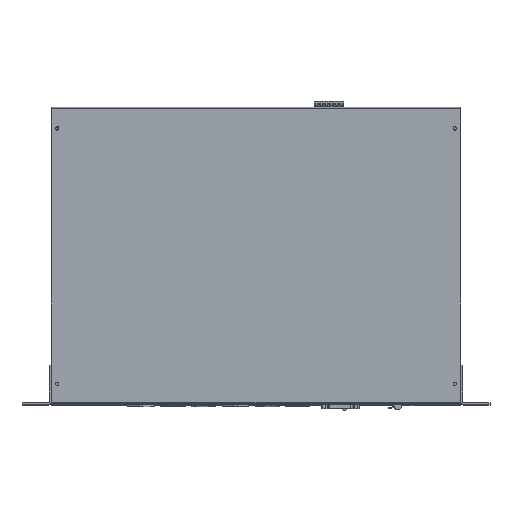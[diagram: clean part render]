
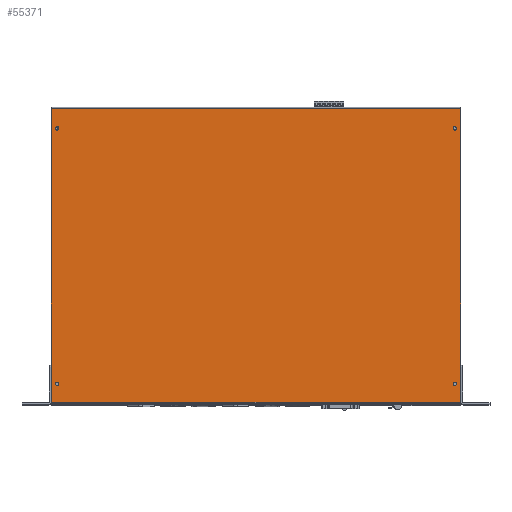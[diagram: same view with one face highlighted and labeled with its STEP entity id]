
A CAD part, top view. The second image highlights one B-rep face of the part: STEP entity #55371.
In plain terms, the highlighted planar face has unit normal (0, 0, 1).
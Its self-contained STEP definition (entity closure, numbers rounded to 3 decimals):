
#1192=FACE_BOUND('',#5478,.T.);
#1193=FACE_BOUND('',#5479,.T.);
#1194=FACE_BOUND('',#5480,.T.);
#1195=FACE_BOUND('',#5481,.T.);
#2433=FACE_OUTER_BOUND('',#5477,.T.);
#5477=EDGE_LOOP('',(#37562,#37563,#37564,#37565,#37566,#37567,#37568,#37569));
#5478=EDGE_LOOP('',(#37570,#37571));
#5479=EDGE_LOOP('',(#37572,#37573));
#5480=EDGE_LOOP('',(#37574,#37575));
#5481=EDGE_LOOP('',(#37576,#37577));
#8939=CIRCLE('',#61065,1.7);
#8940=CIRCLE('',#61066,1.7);
#8943=CIRCLE('',#61070,1.7);
#8944=CIRCLE('',#61071,1.7);
#8947=CIRCLE('',#61075,1.7);
#8948=CIRCLE('',#61076,1.7);
#8951=CIRCLE('',#61080,1.7);
#8952=CIRCLE('',#61081,1.7);
#8953=CIRCLE('',#61084,1.);
#8955=CIRCLE('',#61087,1.);
#10967=LINE('',#83115,#17110);
#10974=LINE('',#83138,#17117);
#10977=LINE('',#83143,#17120);
#10978=LINE('',#83145,#17121);
#10979=LINE('',#83147,#17122);
#10980=LINE('',#83148,#17123);
#17110=VECTOR('',#66806,1.);
#17117=VECTOR('',#66827,1.);
#17120=VECTOR('',#66832,1.);
#17121=VECTOR('',#66833,1.);
#17122=VECTOR('',#66834,1.);
#17123=VECTOR('',#66835,1.);
#23250=VERTEX_POINT('',#83077);
#23251=VERTEX_POINT('',#83079);
#23254=VERTEX_POINT('',#83087);
#23255=VERTEX_POINT('',#83089);
#23258=VERTEX_POINT('',#83097);
#23259=VERTEX_POINT('',#83099);
#23262=VERTEX_POINT('',#83107);
#23263=VERTEX_POINT('',#83109);
#23264=VERTEX_POINT('',#83113);
#23265=VERTEX_POINT('',#83114);
#23268=VERTEX_POINT('',#83122);
#23270=VERTEX_POINT('',#83128);
#23271=VERTEX_POINT('',#83129);
#23274=VERTEX_POINT('',#83137);
#23276=VERTEX_POINT('',#83144);
#23277=VERTEX_POINT('',#83146);
#28906=EDGE_CURVE('',#23251,#23250,#8939,.T.);
#28907=EDGE_CURVE('',#23250,#23251,#8940,.T.);
#28911=EDGE_CURVE('',#23255,#23254,#8943,.T.);
#28912=EDGE_CURVE('',#23254,#23255,#8944,.T.);
#28916=EDGE_CURVE('',#23259,#23258,#8947,.T.);
#28917=EDGE_CURVE('',#23258,#23259,#8948,.T.);
#28921=EDGE_CURVE('',#23263,#23262,#8951,.T.);
#28922=EDGE_CURVE('',#23262,#23263,#8952,.T.);
#28923=EDGE_CURVE('',#23264,#23265,#10967,.T.);
#28927=EDGE_CURVE('',#23265,#23268,#8953,.T.);
#28930=EDGE_CURVE('',#23270,#23271,#8955,.T.);
#28934=EDGE_CURVE('',#23271,#23274,#10974,.T.);
#28937=EDGE_CURVE('',#23274,#23264,#10977,.T.);
#28938=EDGE_CURVE('',#23276,#23270,#10978,.T.);
#28939=EDGE_CURVE('',#23276,#23277,#10979,.F.);
#28940=EDGE_CURVE('',#23268,#23277,#10980,.T.);
#37562=ORIENTED_EDGE('',*,*,#28937,.F.);
#37563=ORIENTED_EDGE('',*,*,#28934,.F.);
#37564=ORIENTED_EDGE('',*,*,#28930,.F.);
#37565=ORIENTED_EDGE('',*,*,#28938,.F.);
#37566=ORIENTED_EDGE('',*,*,#28939,.T.);
#37567=ORIENTED_EDGE('',*,*,#28940,.F.);
#37568=ORIENTED_EDGE('',*,*,#28927,.F.);
#37569=ORIENTED_EDGE('',*,*,#28923,.F.);
#37570=ORIENTED_EDGE('',*,*,#28906,.T.);
#37571=ORIENTED_EDGE('',*,*,#28907,.T.);
#37572=ORIENTED_EDGE('',*,*,#28911,.T.);
#37573=ORIENTED_EDGE('',*,*,#28912,.T.);
#37574=ORIENTED_EDGE('',*,*,#28916,.T.);
#37575=ORIENTED_EDGE('',*,*,#28917,.T.);
#37576=ORIENTED_EDGE('',*,*,#28921,.T.);
#37577=ORIENTED_EDGE('',*,*,#28922,.T.);
#53016=PLANE('',#61090);
#55371=ADVANCED_FACE('',(#2433,#1192,#1193,#1194,#1195),#53016,.T.);
#61065=AXIS2_PLACEMENT_3D('',#83080,#66767,#66768);
#61066=AXIS2_PLACEMENT_3D('',#83081,#66769,#66770);
#61070=AXIS2_PLACEMENT_3D('',#83090,#66778,#66779);
#61071=AXIS2_PLACEMENT_3D('',#83091,#66780,#66781);
#61075=AXIS2_PLACEMENT_3D('',#83100,#66789,#66790);
#61076=AXIS2_PLACEMENT_3D('',#83101,#66791,#66792);
#61080=AXIS2_PLACEMENT_3D('',#83110,#66800,#66801);
#61081=AXIS2_PLACEMENT_3D('',#83111,#66802,#66803);
#61084=AXIS2_PLACEMENT_3D('',#83123,#66812,#66813);
#61087=AXIS2_PLACEMENT_3D('',#83130,#66819,#66820);
#61090=AXIS2_PLACEMENT_3D('',#83142,#66830,#66831);
#66767=DIRECTION('center_axis',(0.,0.,-1.));
#66768=DIRECTION('ref_axis',(1.,0.,0.));
#66769=DIRECTION('center_axis',(0.,0.,-1.));
#66770=DIRECTION('ref_axis',(1.,0.,0.));
#66778=DIRECTION('center_axis',(0.,0.,-1.));
#66779=DIRECTION('ref_axis',(1.,0.,0.));
#66780=DIRECTION('center_axis',(0.,0.,-1.));
#66781=DIRECTION('ref_axis',(1.,0.,0.));
#66789=DIRECTION('center_axis',(0.,0.,-1.));
#66790=DIRECTION('ref_axis',(1.,0.,0.));
#66791=DIRECTION('center_axis',(0.,0.,-1.));
#66792=DIRECTION('ref_axis',(1.,0.,0.));
#66800=DIRECTION('center_axis',(0.,0.,-1.));
#66801=DIRECTION('ref_axis',(1.,0.,0.));
#66802=DIRECTION('center_axis',(0.,0.,-1.));
#66803=DIRECTION('ref_axis',(1.,0.,0.));
#66806=DIRECTION('',(-1.,0.,0.));
#66812=DIRECTION('center_axis',(0.,0.,-1.));
#66813=DIRECTION('ref_axis',(1.,0.,0.));
#66819=DIRECTION('center_axis',(0.,0.,-1.));
#66820=DIRECTION('ref_axis',(1.,0.,0.));
#66827=DIRECTION('',(-1.,0.,0.));
#66830=DIRECTION('center_axis',(0.,0.,1.));
#66831=DIRECTION('ref_axis',(1.,0.,0.));
#66832=DIRECTION('',(-1.,0.,0.));
#66833=DIRECTION('',(0.,-1.,0.));
#66834=DIRECTION('',(1.,0.,0.));
#66835=DIRECTION('',(0.,1.,0.));
#83077=CARTESIAN_POINT('',(1957.472,399.336,28.015));
#83079=CARTESIAN_POINT('',(1960.872,399.336,28.015));
#83080=CARTESIAN_POINT('Origin',(1959.172,399.336,28.015));
#83081=CARTESIAN_POINT('Origin',(1959.172,399.336,28.015));
#83087=CARTESIAN_POINT('',(1549.622,399.336,28.015));
#83089=CARTESIAN_POINT('',(1553.022,399.336,28.015));
#83090=CARTESIAN_POINT('Origin',(1551.322,399.336,28.015));
#83091=CARTESIAN_POINT('Origin',(1551.322,399.336,28.015));
#83097=CARTESIAN_POINT('',(1549.622,137.256,28.015));
#83099=CARTESIAN_POINT('',(1553.022,137.256,28.015));
#83100=CARTESIAN_POINT('Origin',(1551.322,137.256,28.015));
#83101=CARTESIAN_POINT('Origin',(1551.322,137.256,28.015));
#83107=CARTESIAN_POINT('',(1957.472,137.256,28.015));
#83109=CARTESIAN_POINT('',(1960.872,137.256,28.015));
#83110=CARTESIAN_POINT('Origin',(1959.172,137.256,28.015));
#83111=CARTESIAN_POINT('Origin',(1959.172,137.256,28.015));
#83113=CARTESIAN_POINT('',(1556.822,118.611,28.015));
#83114=CARTESIAN_POINT('',(1546.247,118.611,28.015));
#83115=CARTESIAN_POINT('',(1653.497,118.611,28.015));
#83122=CARTESIAN_POINT('',(1545.247,119.611,28.015));
#83123=CARTESIAN_POINT('Origin',(1546.247,119.611,28.015));
#83128=CARTESIAN_POINT('',(1965.247,119.611,28.015));
#83129=CARTESIAN_POINT('',(1964.247,118.611,28.015));
#83130=CARTESIAN_POINT('Origin',(1964.247,119.611,28.015));
#83137=CARTESIAN_POINT('',(1953.672,118.611,28.015));
#83138=CARTESIAN_POINT('',(1859.747,118.611,28.015));
#83142=CARTESIAN_POINT('Origin',(1755.247,267.686,28.015));
#83143=CARTESIAN_POINT('',(1958.747,118.611,28.015));
#83144=CARTESIAN_POINT('',(1965.247,419.486,28.015));
#83145=CARTESIAN_POINT('',(1965.247,120.836,28.015));
#83146=CARTESIAN_POINT('',(1545.247,419.486,28.015));
#83147=CARTESIAN_POINT('',(1952.247,419.486,28.015));
#83148=CARTESIAN_POINT('',(1545.247,416.561,28.015));
